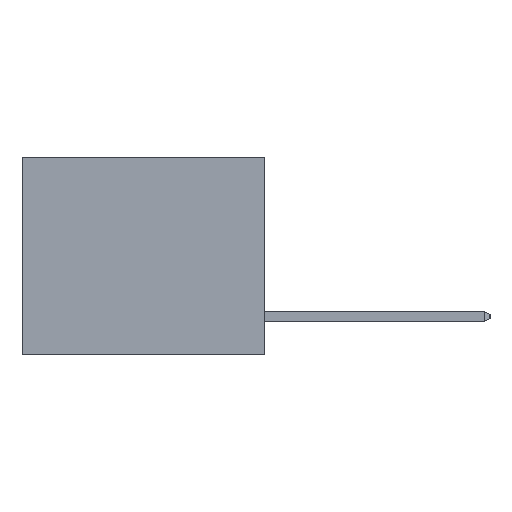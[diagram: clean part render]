
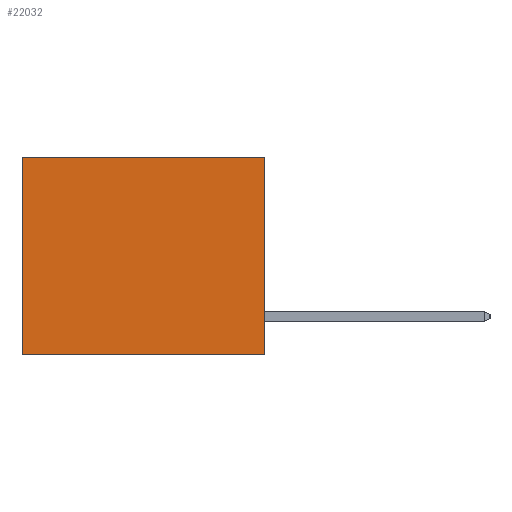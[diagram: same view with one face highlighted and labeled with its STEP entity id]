
A CAD part, left-side view. The second image highlights one B-rep face of the part: STEP entity #22032.
In plain terms, the highlighted planar face has unit normal (-1, 0, 0).
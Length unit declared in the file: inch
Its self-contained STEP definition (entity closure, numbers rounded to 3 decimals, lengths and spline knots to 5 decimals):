
#1081 = PLANE ( 'NONE',  #16826 ) ;
#1568 = CARTESIAN_POINT ( 'NONE',  ( 0.3165, 0., 0. ) ) ;
#1632 = LINE ( 'NONE', #5593, #8957 ) ;
#1657 = CARTESIAN_POINT ( 'NONE',  ( 0.3165, 0.6, -0.49 ) ) ;
#1703 = EDGE_CURVE ( 'NONE', #8922, #15833, #24856, .T. ) ;
#2972 = ORIENTED_EDGE ( 'NONE', *, *, #14576, .T. ) ;
#3214 = CARTESIAN_POINT ( 'NONE',  ( 0.3165, 0., -0.49 ) ) ;
#3418 = EDGE_CURVE ( 'NONE', #8922, #13316, #1632, .T. ) ;
#5593 = CARTESIAN_POINT ( 'NONE',  ( 0.3165, 0., -0.49 ) ) ;
#6011 = LINE ( 'NONE', #1657, #16505 ) ;
#7101 = EDGE_CURVE ( 'NONE', #13316, #14015, #7309, .T. ) ;
#7309 = LINE ( 'NONE', #3214, #26436 ) ;
#7920 = CARTESIAN_POINT ( 'NONE',  ( 0.3165, 0.6, -0.49 ) ) ;
#8922 = VERTEX_POINT ( 'NONE', #12954 ) ;
#8957 = VECTOR ( 'NONE', #17024, 39.37008 ) ;
#11593 = FACE_OUTER_BOUND ( 'NONE', #25306, .T. ) ;
#12170 = DIRECTION ( 'NONE',  ( 0., 1., 0. ) ) ;
#12381 = DIRECTION ( 'NONE',  ( 0., 1., 0. ) ) ;
#12954 = CARTESIAN_POINT ( 'NONE',  ( 0.3165, 0., 0. ) ) ;
#13316 = VERTEX_POINT ( 'NONE', #17475 ) ;
#13748 = ORIENTED_EDGE ( 'NONE', *, *, #1703, .T. ) ;
#14015 = VERTEX_POINT ( 'NONE', #7920 ) ;
#14576 = EDGE_CURVE ( 'NONE', #15833, #14015, #6011, .T. ) ;
#15833 = VERTEX_POINT ( 'NONE', #22692 ) ;
#16505 = VECTOR ( 'NONE', #21897, 39.37008 ) ;
#16826 = AXIS2_PLACEMENT_3D ( 'NONE', #27991, #19096, #25772 ) ;
#17024 = DIRECTION ( 'NONE',  ( 0., 0., -1. ) ) ;
#17475 = CARTESIAN_POINT ( 'NONE',  ( 0.3165, 0., -0.49 ) ) ;
#19096 = DIRECTION ( 'NONE',  ( 1., 0., 0. ) ) ;
#20513 = ORIENTED_EDGE ( 'NONE', *, *, #3418, .F. ) ;
#21747 = ORIENTED_EDGE ( 'NONE', *, *, #7101, .F. ) ;
#21897 = DIRECTION ( 'NONE',  ( 0., 0., -1. ) ) ;
#22032 = ADVANCED_FACE ( 'NONE', ( #11593 ), #1081, .F. ) ;
#22692 = CARTESIAN_POINT ( 'NONE',  ( 0.3165, 0.6, 0. ) ) ;
#24856 = LINE ( 'NONE', #1568, #25227 ) ;
#25227 = VECTOR ( 'NONE', #12381, 39.37008 ) ;
#25306 = EDGE_LOOP ( 'NONE', ( #2972, #21747, #20513, #13748 ) ) ;
#25772 = DIRECTION ( 'NONE',  ( 0., 0., -1. ) ) ;
#26436 = VECTOR ( 'NONE', #12170, 39.37008 ) ;
#27991 = CARTESIAN_POINT ( 'NONE',  ( 0.3165, 0., -0.49 ) ) ;
